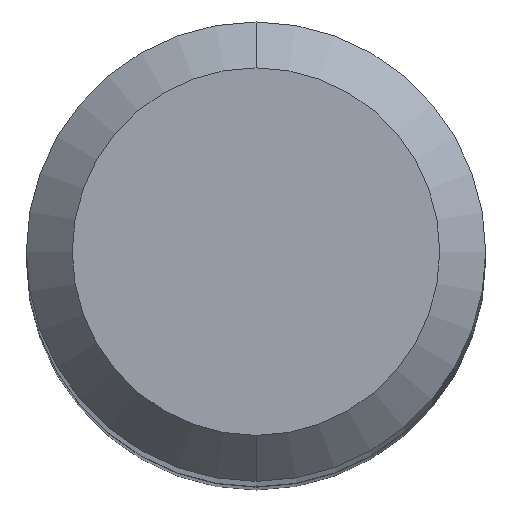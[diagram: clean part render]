
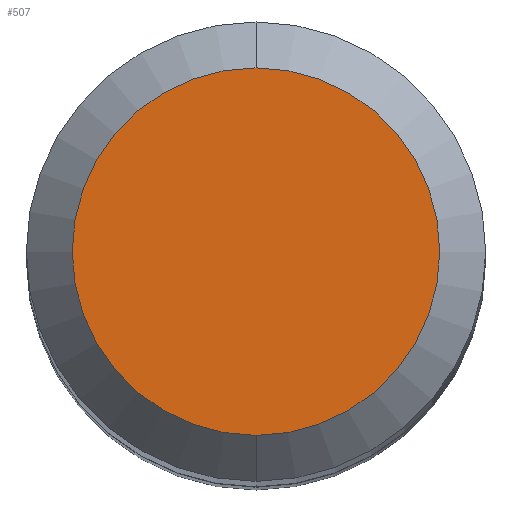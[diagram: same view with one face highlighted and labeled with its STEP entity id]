
A CAD part, top view. The second image highlights one B-rep face of the part: STEP entity #507.
In plain terms, the highlighted planar face has unit normal (0, 0, 1).
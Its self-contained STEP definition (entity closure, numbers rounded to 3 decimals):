
#226=CARTESIAN_POINT('',(0.,0.,36.));
#227=DIRECTION('',(0.,0.,1.));
#228=DIRECTION('',(0.,1.,0.));
#229=AXIS2_PLACEMENT_3D('',#226,#227,#228);
#234=CARTESIAN_POINT('',(0.,0.,36.));
#235=DIRECTION('',(0.,0.,-1.));
#236=DIRECTION('',(0.,1.,0.));
#237=AXIS2_PLACEMENT_3D('',#234,#235,#236);
#280=CARTESIAN_POINT('',(0.,2.4,36.));
#281=VERTEX_POINT('',#280);
#290=CARTESIAN_POINT('',(0.,-2.4,36.));
#291=VERTEX_POINT('',#290);
#498=CARTESIAN_POINT('',(0.,0.,36.));
#499=DIRECTION('',(0.,0.,-1.));
#500=DIRECTION('',(0.,-1.,0.));
#501=AXIS2_PLACEMENT_3D('',#498,#499,#500);
#502=PLANE('',#501);
#503=ORIENTED_EDGE('',*,*,#491,.F.);
#504=ORIENTED_EDGE('',*,*,#480,.T.);
#505=EDGE_LOOP('',(#503,#504));
#506=FACE_OUTER_BOUND('',#505,.F.);
#230=CIRCLE('',#229,2.4);
#238=CIRCLE('',#237,2.4);
#480=EDGE_CURVE('',#281,#291,#238,.T.);
#491=EDGE_CURVE('',#281,#291,#230,.T.);
#507=ADVANCED_FACE('',(#506),#502,.F.);
